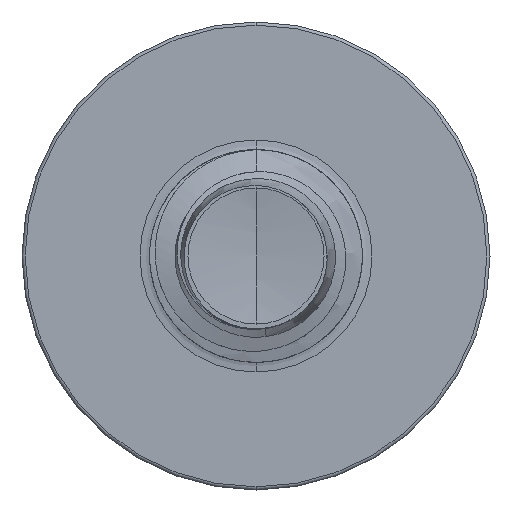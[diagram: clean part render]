
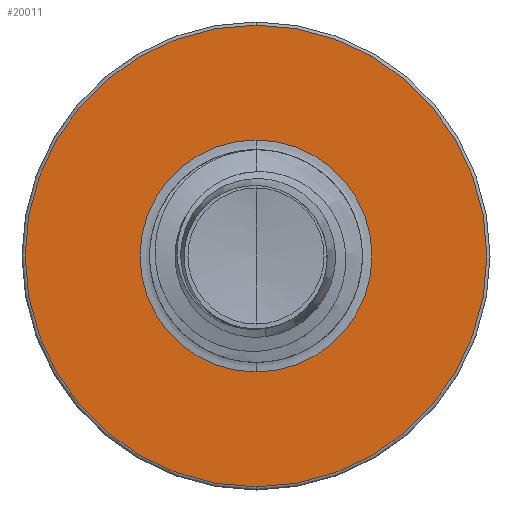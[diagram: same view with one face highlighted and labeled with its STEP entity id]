
A CAD part, front view. The second image highlights one B-rep face of the part: STEP entity #20011.
In plain terms, the highlighted planar face has unit normal (0, -1, 0).
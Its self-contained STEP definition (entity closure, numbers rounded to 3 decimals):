
#250 = CARTESIAN_POINT ( 'NONE',  ( 0., 8.5, 0. ) ) ;
#629 = CARTESIAN_POINT ( 'NONE',  ( 0., 8.5, -1.363 ) ) ;
#757 = AXIS2_PLACEMENT_3D ( 'NONE', #6073, #19030, #7931 ) ;
#893 = EDGE_LOOP ( 'NONE', ( #15131, #10616 ) ) ;
#1066 = CARTESIAN_POINT ( 'NONE',  ( 0., 8.5, 2.713 ) ) ;
#1479 = VERTEX_POINT ( 'NONE', #1066 ) ;
#2121 = DIRECTION ( 'NONE',  ( 0., 0., 1. ) ) ;
#2455 = DIRECTION ( 'NONE',  ( 0., 1., 0. ) ) ;
#2484 = DIRECTION ( 'NONE',  ( 0., 1., 0. ) ) ;
#2649 = EDGE_CURVE ( 'NONE', #2677, #3857, #14747, .T. ) ;
#2677 = VERTEX_POINT ( 'NONE', #22081 ) ;
#2775 = EDGE_CURVE ( 'NONE', #19094, #1479, #19574, .T. ) ;
#3425 = ORIENTED_EDGE ( 'NONE', *, *, #2649, .T. ) ;
#3801 = DIRECTION ( 'NONE',  ( 0., 1., 0. ) ) ;
#3857 = VERTEX_POINT ( 'NONE', #17328 ) ;
#4444 = AXIS2_PLACEMENT_3D ( 'NONE', #14909, #3801, #16738 ) ;
#5978 = CIRCLE ( 'NONE', #757, 1.363 ) ;
#6004 = EDGE_CURVE ( 'NONE', #1479, #19094, #17049, .T. ) ;
#6073 = CARTESIAN_POINT ( 'NONE',  ( 0., 8.5, 0. ) ) ;
#7660 = ORIENTED_EDGE ( 'NONE', *, *, #8978, .T. ) ;
#7931 = DIRECTION ( 'NONE',  ( 0., 0., 1. ) ) ;
#8897 = FACE_BOUND ( 'NONE', #19897, .T. ) ;
#8978 = EDGE_CURVE ( 'NONE', #3857, #2677, #5978, .T. ) ;
#10043 = AXIS2_PLACEMENT_3D ( 'NONE', #13530, #2455, #15414 ) ;
#10616 = ORIENTED_EDGE ( 'NONE', *, *, #2775, .F. ) ;
#10641 = AXIS2_PLACEMENT_3D ( 'NONE', #250, #13190, #2121 ) ;
#11693 = PLANE ( 'NONE',  #15241 ) ;
#13190 = DIRECTION ( 'NONE',  ( 0., 1., 0. ) ) ;
#13530 = CARTESIAN_POINT ( 'NONE',  ( 0., 8.5, 0. ) ) ;
#14747 = CIRCLE ( 'NONE', #4444, 1.363 ) ;
#14909 = CARTESIAN_POINT ( 'NONE',  ( 0., 8.5, 0. ) ) ;
#15131 = ORIENTED_EDGE ( 'NONE', *, *, #6004, .F. ) ;
#15241 = AXIS2_PLACEMENT_3D ( 'NONE', #629, #2484, #15446 ) ;
#15414 = DIRECTION ( 'NONE',  ( 0., 0., 1. ) ) ;
#15446 = DIRECTION ( 'NONE',  ( 0., 0., 1. ) ) ;
#16738 = DIRECTION ( 'NONE',  ( 0., 0., 1. ) ) ;
#17049 = CIRCLE ( 'NONE', #10043, 2.713 ) ;
#17328 = CARTESIAN_POINT ( 'NONE',  ( 0., 8.5, 1.363 ) ) ;
#18157 = FACE_OUTER_BOUND ( 'NONE', #893, .T. ) ;
#19030 = DIRECTION ( 'NONE',  ( 0., 1., 0. ) ) ;
#19094 = VERTEX_POINT ( 'NONE', #19355 ) ;
#19355 = CARTESIAN_POINT ( 'NONE',  ( 0., 8.5, -2.712 ) ) ;
#19574 = CIRCLE ( 'NONE', #10641, 2.713 ) ;
#19897 = EDGE_LOOP ( 'NONE', ( #7660, #3425 ) ) ;
#20011 = ADVANCED_FACE ( 'NONE', ( #18157, #8897 ), #11693, .F. ) ;
#22081 = CARTESIAN_POINT ( 'NONE',  ( 0., 8.5, -1.363 ) ) ;
